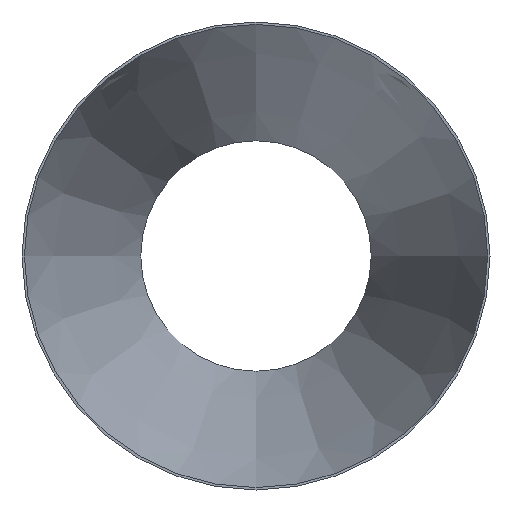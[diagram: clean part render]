
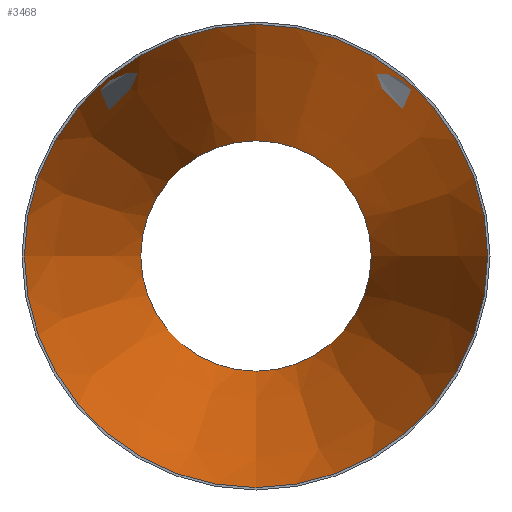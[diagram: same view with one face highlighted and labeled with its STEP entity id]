
A CAD part, front view. The second image highlights one B-rep face of the part: STEP entity #3468.
In plain terms, the highlighted conical face has half-angle 15.839 degrees and reference radius 200.921 mm.
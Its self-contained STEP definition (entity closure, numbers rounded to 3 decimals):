
#797 = EDGE_CURVE ( 'NONE', #36214, #36214, #10254, .T. ) ;
#1893 = AXIS2_PLACEMENT_3D ( 'NONE', #32832, #17779, #35969 ) ;
#3004 = VERTEX_POINT ( 'NONE', #12083 ) ;
#3468 = ADVANCED_FACE ( 'NONE', ( #32251, #35592 ), #34097, .F. ) ;
#3704 = CIRCLE ( 'NONE', #25801, 200.921 ) ;
#7126 = AXIS2_PLACEMENT_3D ( 'NONE', #24648, #18713, #21471 ) ;
#7216 = EDGE_LOOP ( 'NONE', ( #17938 ) ) ;
#10254 = CIRCLE ( 'NONE', #7126, 99.921 ) ;
#11753 = EDGE_LOOP ( 'NONE', ( #14087 ) ) ;
#12083 = CARTESIAN_POINT ( 'NONE',  ( 0., 0., -200.921 ) ) ;
#12483 = CARTESIAN_POINT ( 'NONE',  ( 0., 356., -99.921 ) ) ;
#14087 = ORIENTED_EDGE ( 'NONE', *, *, #797, .F. ) ;
#17779 = DIRECTION ( 'NONE',  ( 0., -1., 0. ) ) ;
#17938 = ORIENTED_EDGE ( 'NONE', *, *, #21603, .T. ) ;
#18713 = DIRECTION ( 'NONE',  ( 0., -1., 0. ) ) ;
#20249 = CARTESIAN_POINT ( 'NONE',  ( 0., 0., 0. ) ) ;
#21471 = DIRECTION ( 'NONE',  ( 0., 0., -1. ) ) ;
#21603 = EDGE_CURVE ( 'NONE', #3004, #3004, #3704, .T. ) ;
#24648 = CARTESIAN_POINT ( 'NONE',  ( 0., 356., 0. ) ) ;
#25801 = AXIS2_PLACEMENT_3D ( 'NONE', #20249, #26401, #31770 ) ;
#26401 = DIRECTION ( 'NONE',  ( 0., -1., 0. ) ) ;
#31770 = DIRECTION ( 'NONE',  ( 0., 0., -1. ) ) ;
#32251 = FACE_BOUND ( 'NONE', #11753, .T. ) ;
#32832 = CARTESIAN_POINT ( 'NONE',  ( 0., 0., 0. ) ) ;
#34097 = CONICAL_SURFACE ( 'NONE', #1893, 200.921, 0.276 ) ;
#35592 = FACE_OUTER_BOUND ( 'NONE', #7216, .T. ) ;
#35969 = DIRECTION ( 'NONE',  ( 0., 0., -1. ) ) ;
#36214 = VERTEX_POINT ( 'NONE', #12483 ) ;
